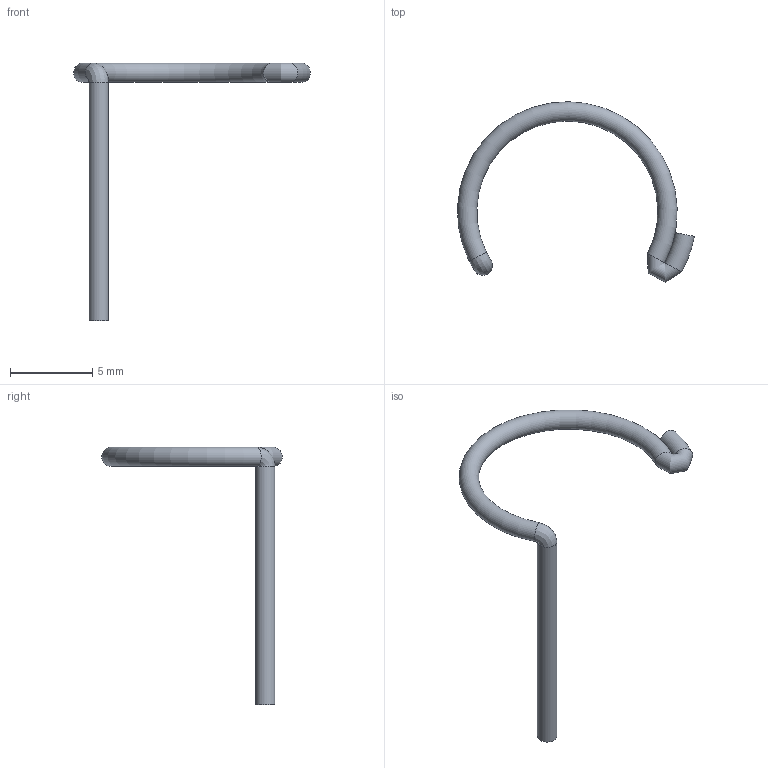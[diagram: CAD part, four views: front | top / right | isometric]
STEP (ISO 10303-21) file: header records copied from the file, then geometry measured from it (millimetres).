
FILE_DESCRIPTION(/* description */ ('SAFETY RETAINING CLIP 30 MM SIZE, FOR 13 MM BALL STUD'),/* implementation_level */ '2;1');
FILE_NAME(/* name */ '16302-SS.stp',/* time_stamp */ '2023-11-22T11:00:30-05:00',/* author */ ('dtinay'),/* organization */ (''),/* preprocessor_version */ 'ST-DEVELOPER v20',/* originating_system */ 'Autodesk Inventor 2024',/* authorisation */ '');
FILE_SCHEMA (('AUTOMOTIVE_DESIGN { 1 0 10303 214 3 1 1 }'));
Length unit declared in the file: inch
Products named in the file (1): 16302-SS
Bounding box: 14.42 x 10.99 x 15.69 mm (x, y, z)
Volume: 48.6 mm3; surface area: 166.9 mm2
Topology: 1 solids, 1 shells, 7 faces, 13 edges, 8 vertices
Faces by surface type: torus 3, plane 2, bspline 1, cylinder 1
Full cylindrical faces by diameter (mm): 1.181 x1
Entity records: 374 total; most frequent: CARTESIAN_POINT 181, DIRECTION 37, ORIENTED_EDGE 26, AXIS2_PLACEMENT_3D 18, EDGE_CURVE 13, CIRCLE 11, VERTEX_POINT 8, FACE_OUTER_BOUND 7
